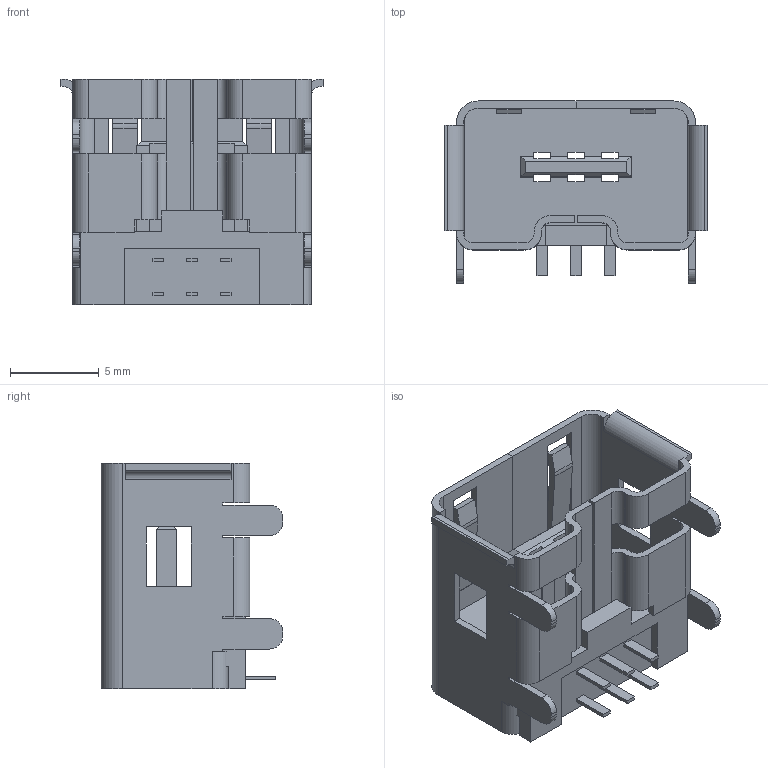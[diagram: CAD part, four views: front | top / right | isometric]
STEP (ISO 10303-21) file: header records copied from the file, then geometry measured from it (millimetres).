
FILE_DESCRIPTION (( 'STEP AP214' ), '1' );
FILE_NAME ('wiimote_f_connector.STEP', '2012-11-30T18:06:29', ( '' ), ( '' ), 'SwSTEP 2.0', 'SolidWorks 2012', '' );
FILE_SCHEMA (( 'AUTOMOTIVE_DESIGN' ));
Length unit declared in the file: inch
Products named in the file (3): INSERT; WII_F_TEST; wiimote_f_connector
Assembly tree (2 placements, depth 2):
  wiimote_f_connector
    WII_F_TEST
    INSERT
Bounding box: 14.78 x 10.24 x 12.7 mm (x, y, z)
Volume: 565.9 mm3; surface area: 1545.5 mm2
Topology: 3 solids, 3 shells, 288 faces, 820 edges, 536 vertices
Faces by surface type: plane 232, cylinder 56
Entity records: 13263 total; most frequent: CARTESIAN_POINT 1795, ORIENTED_EDGE 1640, DIRECTION 1486, EDGE_CURVE 820, LINE 704, VECTOR 704, VERTEX_POINT 536, AXIS2_PLACEMENT_3D 391
